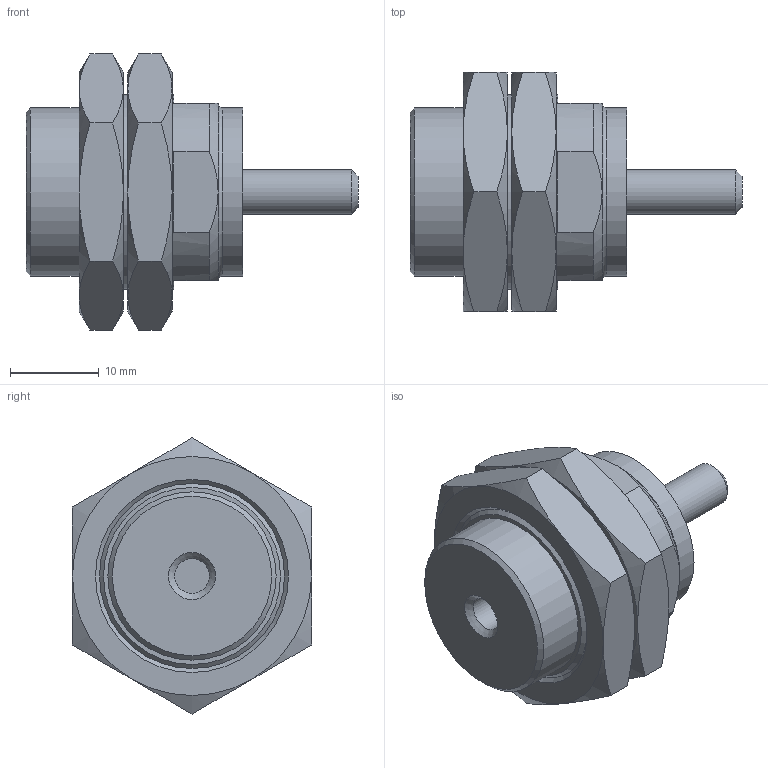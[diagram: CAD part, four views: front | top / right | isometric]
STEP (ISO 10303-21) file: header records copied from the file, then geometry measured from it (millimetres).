
FILE_DESCRIPTION((''),'2;1');
FILE_NAME('TS016.005.GS.M.stp','2015-06-12T12:23:05',('carlo.corazza'),(''),'Autodesk Inventor 2013','Autodesk Inventor 2013','');
FILE_SCHEMA(('AUTOMOTIVE_DESIGN { 1 0 10303 214 1 1 1 1 }'));
Length unit declared in the file: millimetre
Products named in the file (1): TS016.005.GS.M
Bounding box: 37.5 x 27 x 31.18 mm (x, y, z)
Volume: 10716.6 mm3; surface area: 3862.1 mm2
Topology: 2 solids, 2 shells, 78 faces, 168 edges, 102 vertices
Faces by surface type: cone 36, plane 32, cylinder 9, torus 1
Full cylindrical faces by diameter (mm): 1 x1, 3.9 x1, 5 x1, 17 x2, 19 x2, 22 x2
Entity records: 1963 total; most frequent: CARTESIAN_POINT 429, DIRECTION 308, ORIENTED_EDGE 286, EDGE_CURVE 143, AXIS2_PLACEMENT_3D 142, EDGE_LOOP 106, VERTEX_POINT 95, FACE_OUTER_BOUND 78
